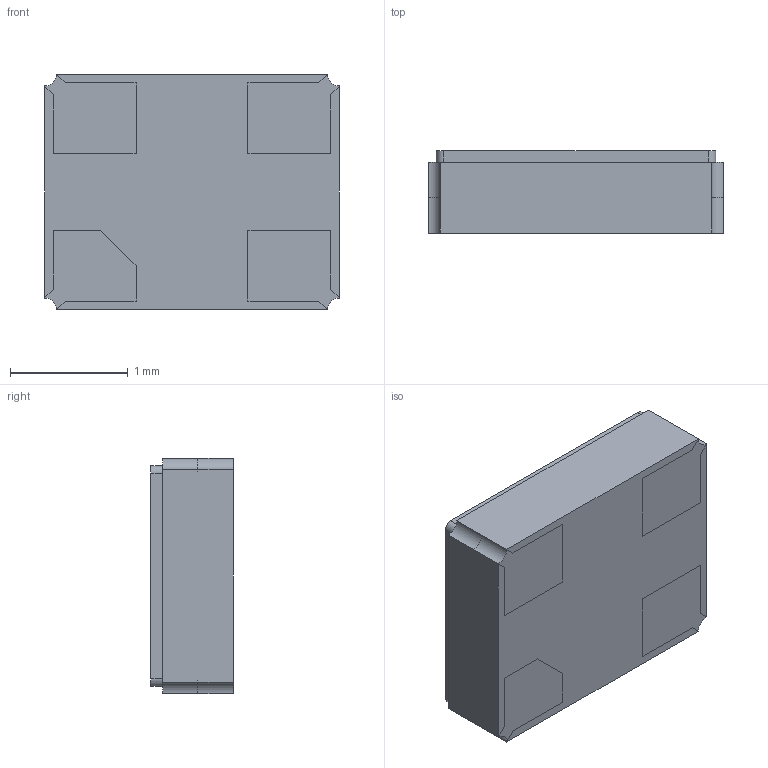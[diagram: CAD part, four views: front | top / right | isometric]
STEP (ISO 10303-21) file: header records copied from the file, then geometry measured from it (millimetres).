
FILE_DESCRIPTION(('FreeCAD Model'),'2;1');
FILE_NAME('Open CASCADE Shape Model','2024-01-21T17:51:18',( 'kicad StepUp'),('ksu MCAD'),'Open CASCADE STEP processor 7.6', 'FreeCAD','Unknown');
FILE_SCHEMA(('AUTOMOTIVE_DESIGN { 1 0 10303 214 1 1 1 1 }'));
Length unit declared in the file: millimetre
Products named in the file (7): ABM10-12.000MHZ-18-E30-T006; ABM10-12.000MHZ-18-E30-T; ABM10-12.000MHZ-18-E30-T001; ABM10-12.000MHZ-18-E30-T002; ABM10-12.000MHZ-18-E30-T003; ABM10-12.000MHZ-18-E30-T004; ABM10-12.000MHZ-18-E30-T005
Assembly tree (6 placements, depth 2):
  ABM10-12.000MHZ-18-E30-T006
    ABM10-12.000MHZ-18-E30-T
    ABM10-12.000MHZ-18-E30-T001
    ABM10-12.000MHZ-18-E30-T002
    ABM10-12.000MHZ-18-E30-T003
    ABM10-12.000MHZ-18-E30-T004
    ABM10-12.000MHZ-18-E30-T005
Bounding box: 2.5 x 0.7 x 2 mm (x, y, z)
Volume: 3.4 mm3; surface area: 34.4 mm2
Topology: 6 solids, 6 shells, 86 faces, 214 edges, 140 vertices
Faces by surface type: plane 74, cylinder 12
Entity records: 2690 total; most frequent: CARTESIAN_POINT 447, ORIENTED_EDGE 428, DIRECTION 424, EDGE_CURVE 214, LINE 190, VECTOR 190, VERTEX_POINT 140, AXIS2_PLACEMENT_3D 117
